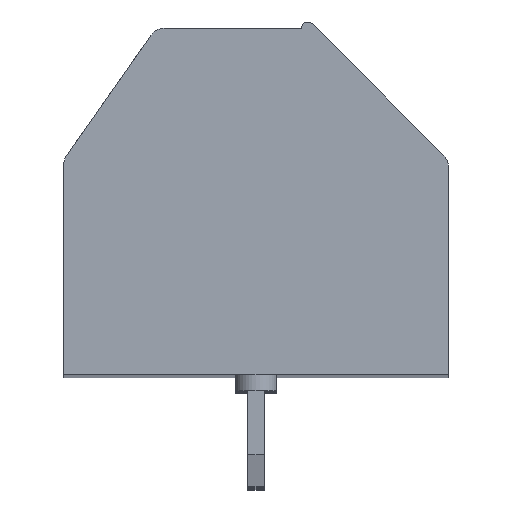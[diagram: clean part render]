
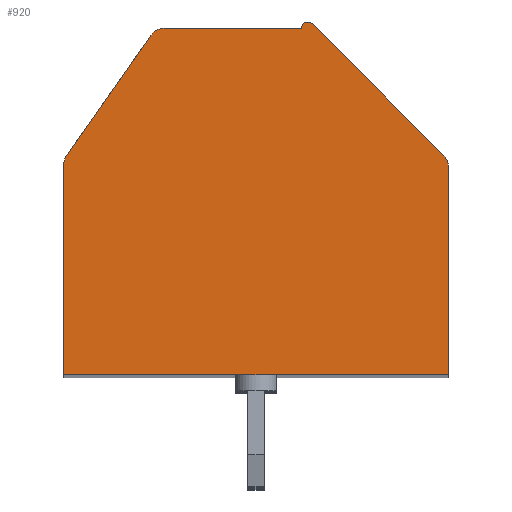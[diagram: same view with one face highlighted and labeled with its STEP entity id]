
A CAD part, top view. The second image highlights one B-rep face of the part: STEP entity #920.
In plain terms, the highlighted planar face has unit normal (0, 0, 1).
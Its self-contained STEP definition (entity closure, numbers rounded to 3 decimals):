
#10=CARTESIAN_POINT('',(0.,0.,
   3.04));
#20=DIRECTION('',(0.,0.,
   1.));
#30=DIRECTION('',(1.,0.,
   0.));
#40=AXIS2_PLACEMENT_3D('',#10,#20,#30);
#50=PLANE('',#40);
#60=CARTESIAN_POINT('',(43.733,18.309,
   3.04));
#70=DIRECTION('',(0.,0.,
   1.));
#80=DIRECTION('',(1.,0.,
   0.));
#90=AXIS2_PLACEMENT_3D('',#60,#70,#80);
#100=CIRCLE('',#90,0.5);
#110=CARTESIAN_POINT('',(43.733,18.809,
   3.04));
#120=VERTEX_POINT('',#110);
#130=CARTESIAN_POINT('',(43.323,18.596,
   3.04));
#140=VERTEX_POINT('',#130);
#150=EDGE_CURVE('',#120,#140,#100,.T.);
#160=ORIENTED_EDGE('',*,*,#150,.T.);
#170=CARTESIAN_POINT('',(0.,18.809,
   3.04));
#180=DIRECTION('',(1.,0.,
   0.));
#190=VECTOR('',#180,1.);
#200=LINE('',#170,#190);
#210=CARTESIAN_POINT('',(48.019,18.809,
   3.04));
#220=VERTEX_POINT('',#210);
#230=EDGE_CURVE('',#120,#220,#200,.T.);
#240=ORIENTED_EDGE('',*,*,#230,.F.);
#250=CARTESIAN_POINT('',(48.219,18.809,
   3.04));
#260=DIRECTION('',(0.,0.,
   1.));
#270=DIRECTION('',(1.,0.,
   0.));
#280=AXIS2_PLACEMENT_3D('',#250,#260,#270);
#290=CIRCLE('',#280,0.2);
#300=CARTESIAN_POINT('',(48.36,18.95,
   3.04));
#310=VERTEX_POINT('',#300);
#320=EDGE_CURVE('',#310,#220,#290,.T.);
#330=ORIENTED_EDGE('',*,*,#320,.T.);
#340=CARTESIAN_POINT('',(67.31,0.,
   3.04));
#350=DIRECTION('',(0.707,-0.707,
   0.));
#360=VECTOR('',#350,1.);
#370=LINE('',#340,#360);
#380=CARTESIAN_POINT('',(52.455,14.855,
   3.04));
#390=VERTEX_POINT('',#380);
#400=EDGE_CURVE('',#310,#390,#370,.T.);
#410=ORIENTED_EDGE('',*,*,#400,.F.);
#420=CARTESIAN_POINT('',(52.101,14.502,
   3.04));
#430=DIRECTION('',(0.,0.,
   1.));
#440=DIRECTION('',(1.,0.,
   0.));
#450=AXIS2_PLACEMENT_3D('',#420,#430,#440);
#460=CIRCLE('',#450,0.5);
#470=CARTESIAN_POINT('',(52.601,14.502,
   3.04));
#480=VERTEX_POINT('',#470);
#490=EDGE_CURVE('',#480,#390,#460,.T.);
#500=ORIENTED_EDGE('',*,*,#490,.T.);
#510=CARTESIAN_POINT('',(52.601,0.,
   3.04));
#520=DIRECTION('',(0.,-1.,
   0.));
#530=VECTOR('',#520,1.);
#540=LINE('',#510,#530);
#550=CARTESIAN_POINT('',(52.601,8.009,
   3.04));
#560=VERTEX_POINT('',#550);
#570=EDGE_CURVE('',#480,#560,#540,.T.);
#580=ORIENTED_EDGE('',*,*,#570,.F.);
#590=CARTESIAN_POINT('',(0.,8.009,
   3.04));
#600=DIRECTION('',(1.,0.,
   0.));
#610=VECTOR('',#600,1.);
#620=LINE('',#590,#610);
#630=CARTESIAN_POINT('',(40.601,8.009,
   3.04));
#640=VERTEX_POINT('',#630);
#650=EDGE_CURVE('',#640,#560,#620,.T.);
#660=ORIENTED_EDGE('',*,*,#650,.T.);
#670=CARTESIAN_POINT('',(40.601,0.,
   3.04));
#680=DIRECTION('',(0.,-1.,
   0.));
#690=VECTOR('',#680,1.);
#700=LINE('',#670,#690);
#710=CARTESIAN_POINT('',(40.601,14.551,
   3.04));
#720=VERTEX_POINT('',#710);
#730=EDGE_CURVE('',#720,#640,#700,.T.);
#740=ORIENTED_EDGE('',*,*,#730,.T.);
#750=CARTESIAN_POINT('',(41.101,14.551,
   3.04));
#760=DIRECTION('',(0.,0.,
   1.));
#770=DIRECTION('',(1.,0.,
   0.));
#780=AXIS2_PLACEMENT_3D('',#750,#760,#770);
#790=CIRCLE('',#780,0.5);
#800=CARTESIAN_POINT('',(40.692,14.838,
   3.04));
#810=VERTEX_POINT('',#800);
#820=EDGE_CURVE('',#810,#720,#790,.T.);
#830=ORIENTED_EDGE('',*,*,#820,.T.);
#840=CARTESIAN_POINT('',(30.302,0.,
   3.04));
#850=DIRECTION('',(0.574,0.819,
   0.));
#860=VECTOR('',#850,1.);
#870=LINE('',#840,#860);
#880=EDGE_CURVE('',#810,#140,#870,.T.);
#890=ORIENTED_EDGE('',*,*,#880,.F.);
#900=EDGE_LOOP('',(#890,#830,#740,#660,#580,#500,#410,#330,#240,#160));
#910=FACE_OUTER_BOUND('',#900,.T.);
#920=ADVANCED_FACE('',(#910),#50,.T.);
